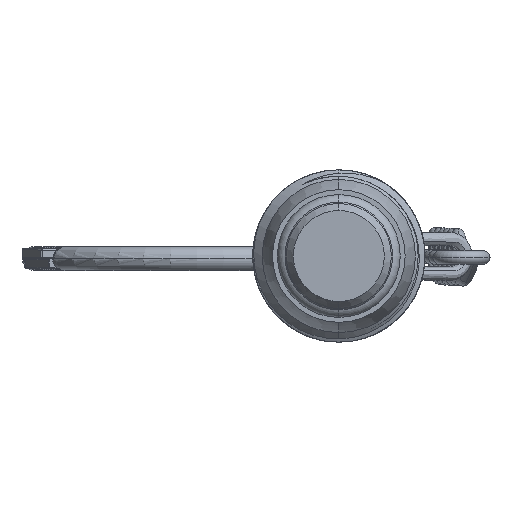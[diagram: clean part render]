
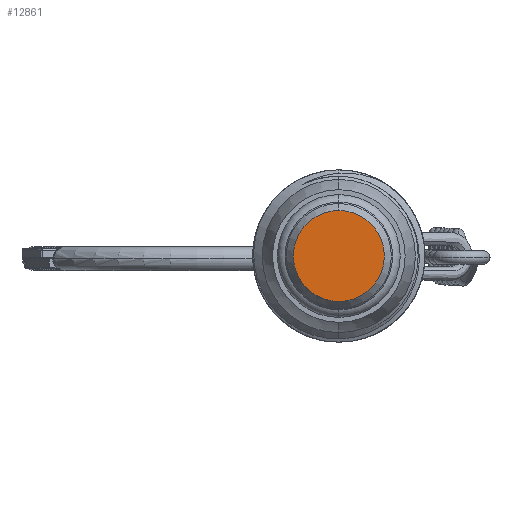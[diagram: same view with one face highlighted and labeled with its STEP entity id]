
A CAD part, left-side view. The second image highlights one B-rep face of the part: STEP entity #12861.
In plain terms, the highlighted face is planar.
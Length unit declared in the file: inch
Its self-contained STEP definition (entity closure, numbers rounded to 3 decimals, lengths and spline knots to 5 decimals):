
#358 = VERTEX_POINT ( 'NONE', #4436 ) ;
#888 = VERTEX_POINT ( 'NONE', #11348 ) ;
#996 = DIRECTION ( 'NONE',  ( 0., 0., -1. ) ) ;
#2503 = DIRECTION ( 'NONE',  ( 1., 0., 0. ) ) ;
#2553 = PLANE ( 'NONE',  #6243 ) ;
#3455 = AXIS2_PLACEMENT_3D ( 'NONE', #13321, #10251, #4956 ) ;
#3547 = CARTESIAN_POINT ( 'NONE',  ( 0., 0., 1.09 ) ) ;
#4241 = DIRECTION ( 'NONE',  ( -1., 0., 0. ) ) ;
#4436 = CARTESIAN_POINT ( 'NONE',  ( 0.21027, 0., 1.09 ) ) ;
#4956 = DIRECTION ( 'NONE',  ( -1., 0., 0. ) ) ;
#5315 = EDGE_CURVE ( 'NONE', #888, #358, #5556, .T. ) ;
#5556 = CIRCLE ( 'NONE', #8469, 0.21027 ) ;
#6028 = EDGE_CURVE ( 'NONE', #358, #888, #11681, .T. ) ;
#6064 = EDGE_LOOP ( 'NONE', ( #10203, #9988 ) ) ;
#6101 = FACE_OUTER_BOUND ( 'NONE', #6064, .T. ) ;
#6243 = AXIS2_PLACEMENT_3D ( 'NONE', #3547, #10794, #2503 ) ;
#8469 = AXIS2_PLACEMENT_3D ( 'NONE', #10377, #996, #4241 ) ;
#9988 = ORIENTED_EDGE ( 'NONE', *, *, #6028, .F. ) ;
#10203 = ORIENTED_EDGE ( 'NONE', *, *, #5315, .F. ) ;
#10251 = DIRECTION ( 'NONE',  ( 0., 0., -1. ) ) ;
#10377 = CARTESIAN_POINT ( 'NONE',  ( 0., 0., 1.09 ) ) ;
#10794 = DIRECTION ( 'NONE',  ( 0., 0., 1. ) ) ;
#11348 = CARTESIAN_POINT ( 'NONE',  ( -0.21027, 0., 1.09 ) ) ;
#11681 = CIRCLE ( 'NONE', #3455, 0.21027 ) ;
#12861 = ADVANCED_FACE ( 'NONE', ( #6101 ), #2553, .T. ) ;
#13321 = CARTESIAN_POINT ( 'NONE',  ( 0., 0., 1.09 ) ) ;
